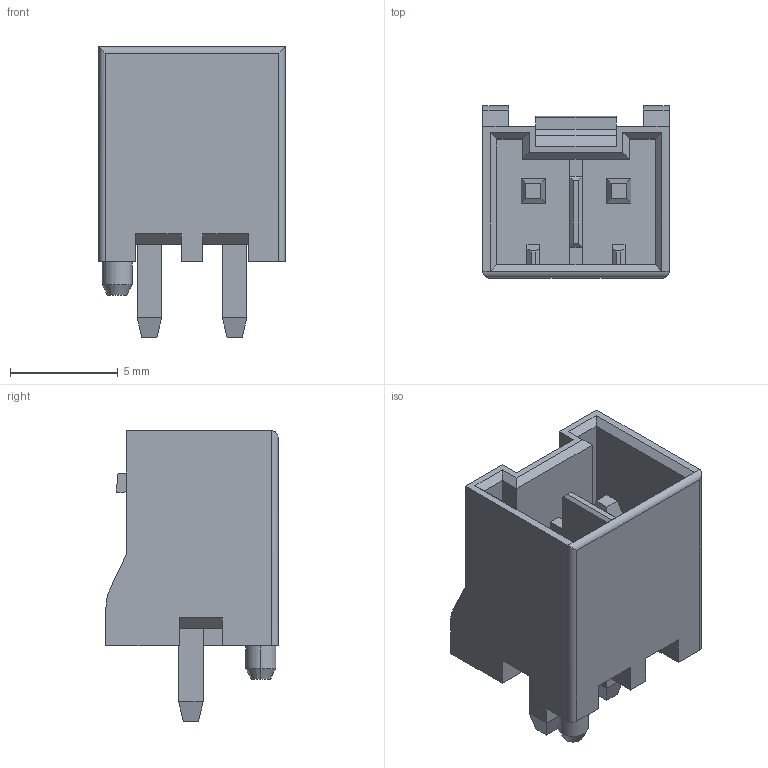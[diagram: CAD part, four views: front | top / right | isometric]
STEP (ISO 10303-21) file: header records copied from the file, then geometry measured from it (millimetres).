
FILE_DESCRIPTION(('FreeCAD Model'),'2;1');
FILE_NAME('DF63-2P-3.96DSA.stp', '2016-10-21T15:57:01',('Author'),(''), 'Open CASCADE STEP processor 6.8','FreeCAD','Unknown');
FILE_SCHEMA(('AUTOMOTIVE_DESIGN_CC2 { 1 2 10303 214 -1 1 5 4 }'));
Length unit declared in the file: millimetre
Products named in the file (1): DF63-2P-3.96DSA
Bounding box: 8.66 x 8 x 13.5 mm (x, y, z)
Volume: 307.4 mm3; surface area: 827.9 mm2
Topology: 1 solids, 1 shells, 141 faces, 368 edges, 234 vertices
Faces by surface type: plane 131, cylinder 8, cone 2
Entity records: 10777 total; most frequent: CARTESIAN_POINT 3354, DIRECTION 1352, LINE 1034, VECTOR 1034, ORIENTED_EDGE 736, PCURVE 736, DEFINITIONAL_REPRESENTATION 736, EDGE_CURVE 368
